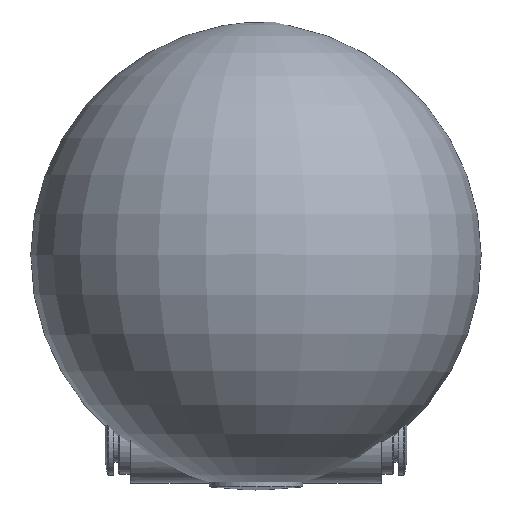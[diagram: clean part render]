
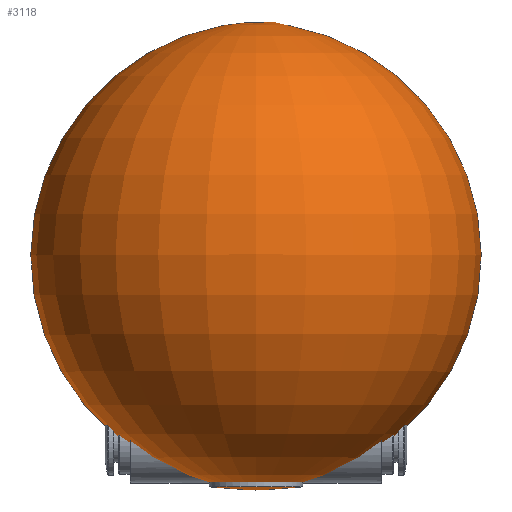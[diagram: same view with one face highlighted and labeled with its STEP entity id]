
A CAD part, top view. The second image highlights one B-rep face of the part: STEP entity #3118.
In plain terms, the highlighted toroidal (fillet/blend) face has major radius 1.517 mm and minor radius 40 mm.
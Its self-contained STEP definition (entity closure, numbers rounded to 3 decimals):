
#21=VERTEX_LOOP('',#1319);
#22=DEGENERATE_TOROIDAL_SURFACE('',#3317,1.517,40.,
 .T.);
#160=CIRCLE('',#3248,8.);
#456=ORIENTED_EDGE('',*,*,#945,.T.);
#945=EDGE_CURVE('',#1254,#1254,#160,.T.);
#1254=VERTEX_POINT('',#4363);
#1319=VERTEX_POINT('',#4621);
#1708=EDGE_LOOP('',(#456));
#1898=FACE_BOUND('',#1708,.T.);
#1899=FACE_BOUND('',#21,.T.);
#3118=ADVANCED_FACE('',(#1898,#1899),#22,.T.);
#3248=AXIS2_PLACEMENT_3D('',#4362,#3575,#3576);
#3317=AXIS2_PLACEMENT_3D('',#4620,#3741,#3742);
#3575=DIRECTION('',(0.,-1.,0.));
#3576=DIRECTION('',(1.,0.,0.));
#3741=DIRECTION('',(0.,-1.,0.));
#3742=DIRECTION('',(1.,0.,0.));
#4362=CARTESIAN_POINT('',(0.,0.5,0.));
#4363=CARTESIAN_POINT('',(8.,0.5,0.));
#4620=CARTESIAN_POINT('',(0.,39.971,0.));
#4621=CARTESIAN_POINT('',(0.,0.,0.));
